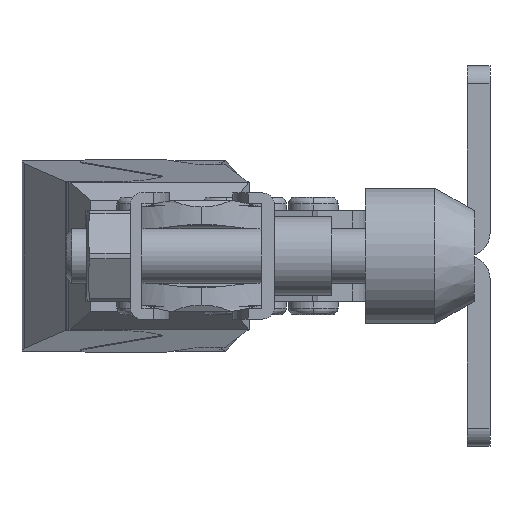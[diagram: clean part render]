
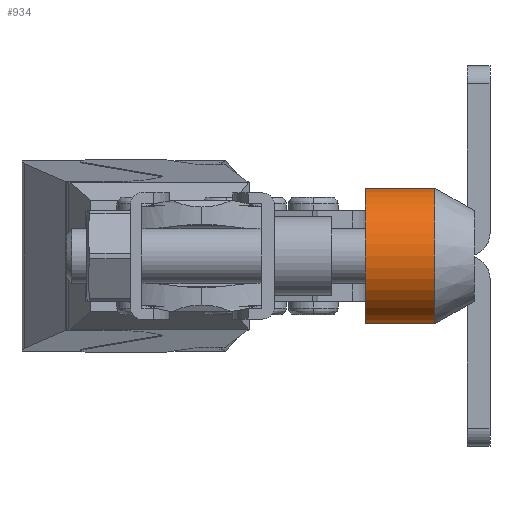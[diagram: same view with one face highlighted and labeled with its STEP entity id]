
A CAD part, left-side view. The second image highlights one B-rep face of the part: STEP entity #934.
In plain terms, the highlighted cylindrical face has radius 7.5 mm (diameter 15 mm), a partial arc.
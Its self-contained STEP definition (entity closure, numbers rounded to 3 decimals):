
#934=ADVANCED_FACE('NONE',(#1953),#1954,.T.);
#1953=FACE_OUTER_BOUND('',#3223,.T.);
#1954=CYLINDRICAL_SURFACE('',#3224,7.5);
#3223=EDGE_LOOP('',(#6129,#6130,#6131,#6132));
#3224=AXIS2_PLACEMENT_3D('',#6133,#6134,#6135);
#6129=ORIENTED_EDGE('',*,*,#7662,.F.);
#6130=ORIENTED_EDGE('',*,*,#7674,.T.);
#6131=ORIENTED_EDGE('',*,*,#7664,.T.);
#6132=ORIENTED_EDGE('',*,*,#7672,.T.);
#6133=CARTESIAN_POINT('',(-32.0,1.75,0.0));
#6134=DIRECTION('',(0.0,1.0,0.0));
#6135=DIRECTION('',(0.0,0.0,-1.0));
#7662=EDGE_CURVE('NONE',#9358,#9360,#9361,.T.);
#7664=EDGE_CURVE('NONE',#9357,#9362,#9364,.T.);
#7672=EDGE_CURVE('NONE',#9362,#9360,#9374,.T.);
#7674=EDGE_CURVE('NONE',#9358,#9357,#9376,.T.);
#9357=VERTEX_POINT('NONE',#12455);
#9358=VERTEX_POINT('NONE',#12456);
#9360=VERTEX_POINT('NONE',#12458);
#9361=LINE('',#12459,#12460);
#9362=VERTEX_POINT('NONE',#12461);
#9364=LINE('',#12463,#12464);
#9374=CIRCLE('',#12476,7.5);
#9376=CIRCLE('',#12478,7.5);
#12455=CARTESIAN_POINT('',(-32.0,13.75,-7.5));
#12456=CARTESIAN_POINT('',(-32.0,13.75,7.5));
#12458=CARTESIAN_POINT('',(-32.0,6.08,7.5));
#12459=CARTESIAN_POINT('',(-32.0,1.75,7.5));
#12460=VECTOR('',#14002,1000.0);
#12461=CARTESIAN_POINT('',(-32.0,6.08,-7.5));
#12463=CARTESIAN_POINT('',(-32.0,1.75,-7.5));
#12464=VECTOR('',#14006,1000.0);
#12476=AXIS2_PLACEMENT_3D('',#14015,#14016,#14017);
#12478=AXIS2_PLACEMENT_3D('',#14018,#14019,#14020);
#14002=DIRECTION('',(0.0,-1.0,0.0));
#14006=DIRECTION('',(0.0,-1.0,0.0));
#14015=CARTESIAN_POINT('',(-32.0,6.08,0.0));
#14016=DIRECTION('',(0.0,1.0,0.0));
#14017=DIRECTION('',(0.0,0.0,-1.0));
#14018=CARTESIAN_POINT('',(-32.0,13.75,0.0));
#14019=DIRECTION('',(0.0,-1.0,0.0));
#14020=DIRECTION('',(0.0,0.0,-1.0));
